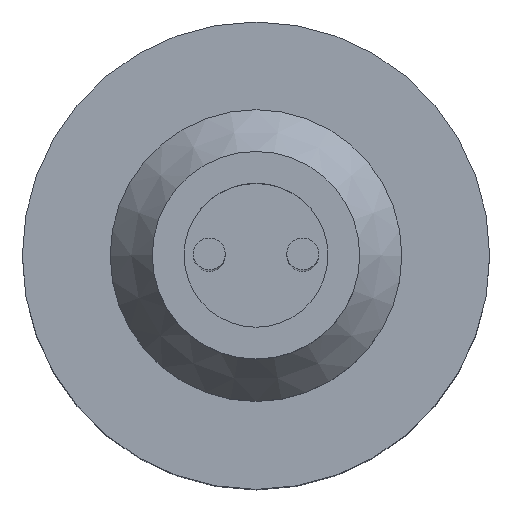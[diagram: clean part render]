
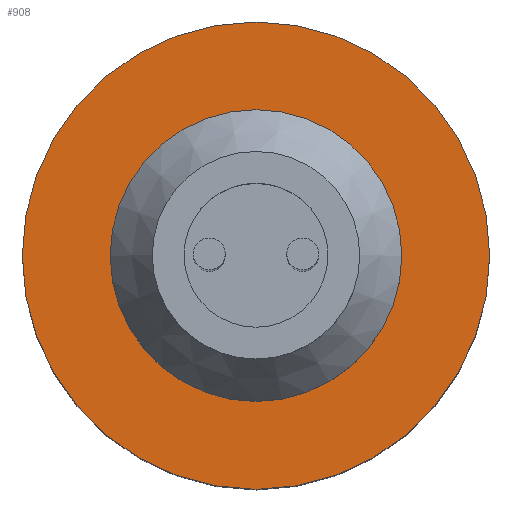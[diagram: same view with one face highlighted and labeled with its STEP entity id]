
A CAD part, top view. The second image highlights one B-rep face of the part: STEP entity #908.
In plain terms, the highlighted planar face has unit normal (0, 0, 1).
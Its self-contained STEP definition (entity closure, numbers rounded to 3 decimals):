
#40=FACE_BOUND($,#246,.T.);
#41=FACE_BOUND($,#247,.T.);
#70=CIRCLE($,#976,7.8);
#71=CIRCLE($,#978,12.5);
#246=EDGE_LOOP($,(#748));
#247=EDGE_LOOP($,(#749));
#452=VERTEX_POINT($,#1576);
#453=VERTEX_POINT($,#1579);
#561=EDGE_CURVE($,#452,#452,#70,.T.);
#562=EDGE_CURVE($,#453,#453,#71,.T.);
#748=ORIENTED_EDGE($,*,*,#561,.T.);
#749=ORIENTED_EDGE($,*,*,#562,.F.);
#807=PLANE($,#980);
#908=ADVANCED_FACE($,(#40,#41),#807,.F.);
#976=AXIS2_PLACEMENT_3D($,#1577,#1170,#1171);
#978=AXIS2_PLACEMENT_3D($,#1580,#1174,#1175);
#980=AXIS2_PLACEMENT_3D($,#1583,#1178,#1179);
#1170=DIRECTION('center_axis',(0.,0.,-1.));
#1171=DIRECTION('ref_axis',(-1.,0.,0.));
#1174=DIRECTION('center_axis',(0.,0.,-1.));
#1175=DIRECTION('ref_axis',(-1.,0.,0.));
#1178=DIRECTION('center_axis',(0.,0.,-1.));
#1179=DIRECTION('ref_axis',(-1.,0.,0.));
#1576=CARTESIAN_POINT('',(7.8,0.,19.));
#1577=CARTESIAN_POINT('Origin',(0.,0.,19.));
#1579=CARTESIAN_POINT('',(12.5,0.,19.));
#1580=CARTESIAN_POINT('Origin',(0.,0.,19.));
#1583=CARTESIAN_POINT('Origin',(0.,0.,19.));
